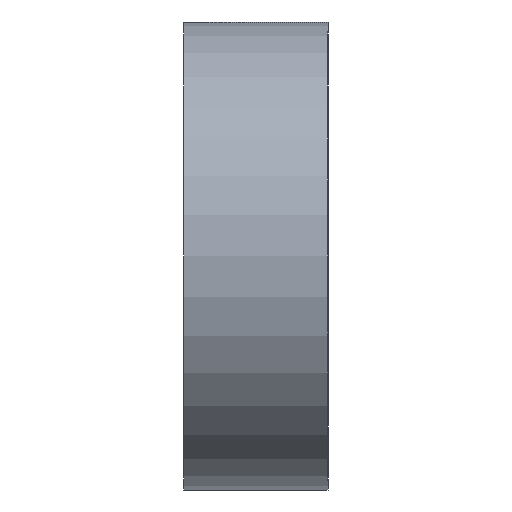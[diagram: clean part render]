
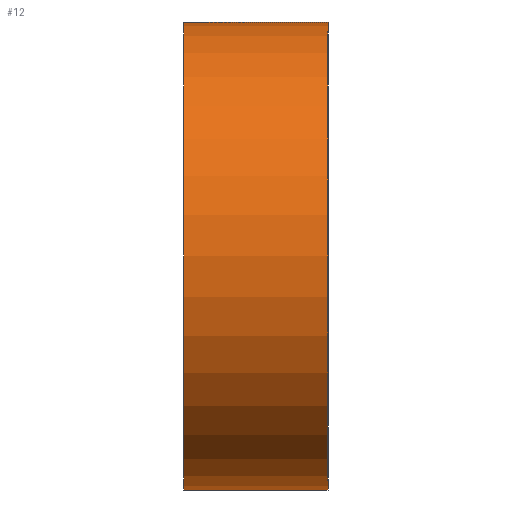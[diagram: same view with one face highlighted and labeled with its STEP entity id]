
A CAD part, left-side view. The second image highlights one B-rep face of the part: STEP entity #12.
In plain terms, the highlighted cylindrical face has radius 6.5 mm (diameter 13 mm), a partial arc.
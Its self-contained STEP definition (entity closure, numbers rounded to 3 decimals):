
#3 = EDGE_CURVE ( 'NONE', #407, #292, #94, .T. ) ;
#4 = CARTESIAN_POINT ( 'NONE',  ( 0., 4., -6.5 ) ) ;
#12 = ADVANCED_FACE ( 'NONE', ( #230 ), #327, .T. ) ;
#16 = DIRECTION ( 'NONE',  ( 0., -1., 0. ) ) ;
#41 = DIRECTION ( 'NONE',  ( 0., 0., 1. ) ) ;
#89 = CARTESIAN_POINT ( 'NONE',  ( 0., 0., -6.5 ) ) ;
#91 = DIRECTION ( 'NONE',  ( 0., -1., 0. ) ) ;
#94 = LINE ( 'NONE', #4, #395 ) ;
#97 = VERTEX_POINT ( 'NONE', #299 ) ;
#99 = EDGE_CURVE ( 'NONE', #407, #97, #174, .T. ) ;
#114 = ORIENTED_EDGE ( 'NONE', *, *, #234, .T. ) ;
#123 = DIRECTION ( 'NONE',  ( 0., 0., -1. ) ) ;
#146 = CARTESIAN_POINT ( 'NONE',  ( 0., 0., 0. ) ) ;
#153 = ORIENTED_EDGE ( 'NONE', *, *, #228, .F. ) ;
#161 = VERTEX_POINT ( 'NONE', #178 ) ;
#162 = VECTOR ( 'NONE', #16, 1000. ) ;
#174 = CIRCLE ( 'NONE', #204, 6.5 ) ;
#177 = CARTESIAN_POINT ( 'NONE',  ( 0., 4., 0. ) ) ;
#178 = CARTESIAN_POINT ( 'NONE',  ( 0., 0., 6.5 ) ) ;
#184 = LINE ( 'NONE', #307, #162 ) ;
#204 = AXIS2_PLACEMENT_3D ( 'NONE', #177, #371, #41 ) ;
#228 = EDGE_CURVE ( 'NONE', #97, #161, #184, .T. ) ;
#230 = FACE_OUTER_BOUND ( 'NONE', #403, .T. ) ;
#234 = EDGE_CURVE ( 'NONE', #292, #161, #259, .T. ) ;
#254 = ORIENTED_EDGE ( 'NONE', *, *, #99, .F. ) ;
#259 = CIRCLE ( 'NONE', #408, 6.5 ) ;
#277 = DIRECTION ( 'NONE',  ( 0., 1., 0. ) ) ;
#290 = DIRECTION ( 'NONE',  ( 0., -1., 0. ) ) ;
#292 = VERTEX_POINT ( 'NONE', #89 ) ;
#299 = CARTESIAN_POINT ( 'NONE',  ( 0., 4., 6.5 ) ) ;
#307 = CARTESIAN_POINT ( 'NONE',  ( 0., 4., 6.5 ) ) ;
#327 = CYLINDRICAL_SURFACE ( 'NONE', #375, 6.5 ) ;
#328 = CARTESIAN_POINT ( 'NONE',  ( 0., 4., 0. ) ) ;
#348 = ORIENTED_EDGE ( 'NONE', *, *, #3, .T. ) ;
#352 = CARTESIAN_POINT ( 'NONE',  ( 0., 4., -6.5 ) ) ;
#371 = DIRECTION ( 'NONE',  ( 0., 1., 0. ) ) ;
#375 = AXIS2_PLACEMENT_3D ( 'NONE', #328, #290, #123 ) ;
#395 = VECTOR ( 'NONE', #91, 1000. ) ;
#403 = EDGE_LOOP ( 'NONE', ( #114, #153, #254, #348 ) ) ;
#404 = DIRECTION ( 'NONE',  ( 0., 0., 1. ) ) ;
#407 = VERTEX_POINT ( 'NONE', #352 ) ;
#408 = AXIS2_PLACEMENT_3D ( 'NONE', #146, #277, #404 ) ;
